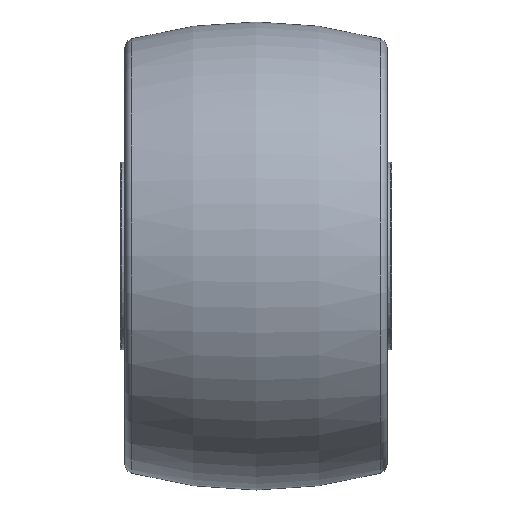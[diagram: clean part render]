
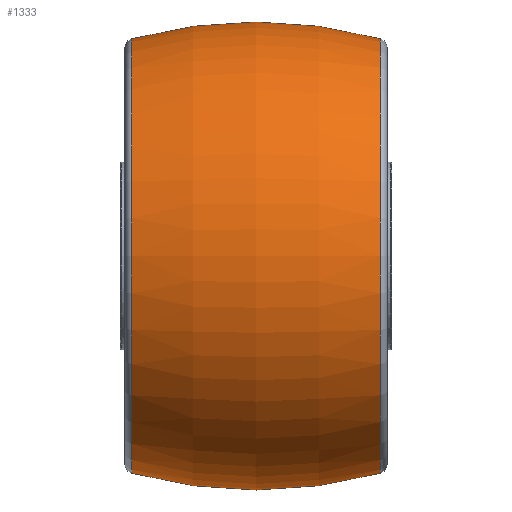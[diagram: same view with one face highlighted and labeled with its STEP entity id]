
A CAD part, top view. The second image highlights one B-rep face of the part: STEP entity #1333.
In plain terms, the highlighted toroidal (fillet/blend) face has major radius 12.5 mm and minor radius 25 mm.
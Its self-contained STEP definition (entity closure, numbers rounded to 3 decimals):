
#73 = AXIS2_PLACEMENT_3D ( 'NONE', #638, #1222, #492 ) ;
#88 = AXIS2_PLACEMENT_3D ( 'NONE', #322, #1666, #926 ) ;
#98 = ORIENTED_EDGE ( 'NONE', *, *, #893, .T. ) ;
#129 = CARTESIAN_POINT ( 'NONE',  ( 0., 12.5, 0. ) ) ;
#148 = AXIS2_PLACEMENT_3D ( 'NONE', #418, #258, #1445 ) ;
#164 = ORIENTED_EDGE ( 'NONE', *, *, #388, .F. ) ;
#199 = DIRECTION ( 'NONE',  ( 0., -1., 0. ) ) ;
#220 = ORIENTED_EDGE ( 'NONE', *, *, #515, .T. ) ;
#258 = DIRECTION ( 'NONE',  ( 0., 0., 1. ) ) ;
#311 = CARTESIAN_POINT ( 'NONE',  ( 0., 0., 0. ) ) ;
#322 = CARTESIAN_POINT ( 'NONE',  ( 6.633, 0., 0. ) ) ;
#388 = EDGE_CURVE ( 'NONE', #1170, #563, #1638, .T. ) ;
#418 = CARTESIAN_POINT ( 'NONE',  ( 0., -12.5, 0. ) ) ;
#441 = CARTESIAN_POINT ( 'NONE',  ( 6.633, 11.604, 0. ) ) ;
#462 = CARTESIAN_POINT ( 'NONE',  ( -6.633, 11.604, 0. ) ) ;
#466 = VERTEX_POINT ( 'NONE', #462 ) ;
#492 = DIRECTION ( 'NONE',  ( 0., 1., 0. ) ) ;
#515 = EDGE_CURVE ( 'NONE', #1170, #1111, #1031, .T. ) ;
#563 = VERTEX_POINT ( 'NONE', #651 ) ;
#631 = CARTESIAN_POINT ( 'NONE',  ( 6.633, -11.604, 0. ) ) ;
#638 = CARTESIAN_POINT ( 'NONE',  ( -6.633, 0., 0. ) ) ;
#651 = CARTESIAN_POINT ( 'NONE',  ( -6.633, -11.604, 0. ) ) ;
#790 = TOROIDAL_SURFACE ( 'NONE', #1045, -12.5, 25. ) ;
#841 = AXIS2_PLACEMENT_3D ( 'NONE', #129, #1609, #1938 ) ;
#893 = EDGE_CURVE ( 'NONE', #1111, #466, #1490, .T. ) ;
#926 = DIRECTION ( 'NONE',  ( 0., -1., 0. ) ) ;
#1031 = CIRCLE ( 'NONE', #88, 11.604 ) ;
#1045 = AXIS2_PLACEMENT_3D ( 'NONE', #311, #1699, #199 ) ;
#1111 = VERTEX_POINT ( 'NONE', #441 ) ;
#1170 = VERTEX_POINT ( 'NONE', #631 ) ;
#1222 = DIRECTION ( 'NONE',  ( 1., 0., 0. ) ) ;
#1311 = EDGE_LOOP ( 'NONE', ( #220, #98, #1795, #164 ) ) ;
#1333 = ADVANCED_FACE ( 'NONE', ( #1788 ), #790, .T. ) ;
#1357 = EDGE_CURVE ( 'NONE', #466, #563, #1513, .T. ) ;
#1445 = DIRECTION ( 'NONE',  ( 0., -1., 0. ) ) ;
#1490 = CIRCLE ( 'NONE', #148, 25. ) ;
#1513 = CIRCLE ( 'NONE', #73, 11.604 ) ;
#1609 = DIRECTION ( 'NONE',  ( 0., 0., -1. ) ) ;
#1638 = CIRCLE ( 'NONE', #841, 25. ) ;
#1666 = DIRECTION ( 'NONE',  ( -1., 0., 0. ) ) ;
#1699 = DIRECTION ( 'NONE',  ( -1., 0., 0. ) ) ;
#1788 = FACE_OUTER_BOUND ( 'NONE', #1311, .T. ) ;
#1795 = ORIENTED_EDGE ( 'NONE', *, *, #1357, .T. ) ;
#1938 = DIRECTION ( 'NONE',  ( -1., 0., 0. ) ) ;
